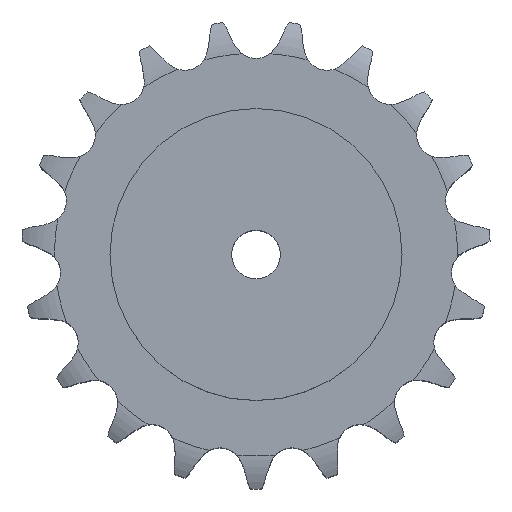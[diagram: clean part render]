
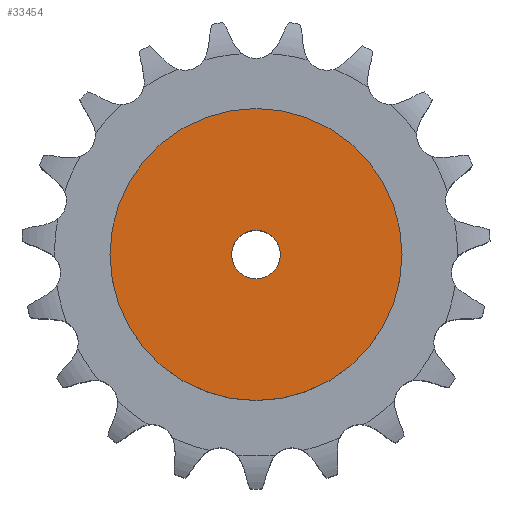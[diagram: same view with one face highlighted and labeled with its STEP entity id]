
A CAD part, top view. The second image highlights one B-rep face of the part: STEP entity #33454.
In plain terms, the highlighted planar face has unit normal (0, 0, 1).
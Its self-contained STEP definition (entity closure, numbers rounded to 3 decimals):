
#18060 = CYLINDRICAL_SURFACE('',#18061,15.);
#18061 = AXIS2_PLACEMENT_3D('',#18062,#18063,#18064);
#18062 = CARTESIAN_POINT('',(0.,0.,481.243));
#18063 = DIRECTION('',(0.,0.,1.));
#18064 = DIRECTION('',(1.,0.,0.));
#22885 = EDGE_CURVE('',#22886,#22886,#22888,.T.);
#22886 = VERTEX_POINT('',#22887);
#22887 = CARTESIAN_POINT('',(15.,0.,180.));
#22888 = SURFACE_CURVE('',#22889,(#22894,#22901),.PCURVE_S1.);
#22889 = CIRCLE('',#22890,15.);
#22890 = AXIS2_PLACEMENT_3D('',#22891,#22892,#22893);
#22891 = CARTESIAN_POINT('',(0.,0.,180.));
#22892 = DIRECTION('',(0.,0.,1.));
#22893 = DIRECTION('',(1.,0.,0.));
#22894 = PCURVE('',#18060,#22895);
#22895 = DEFINITIONAL_REPRESENTATION('',(#22896),#22900);
#22896 = LINE('',#22897,#22898);
#22897 = CARTESIAN_POINT('',(0.,-301.243));
#22898 = VECTOR('',#22899,1.);
#22899 = DIRECTION('',(1.,0.));
#22900 = ( GEOMETRIC_REPRESENTATION_CONTEXT(2) 
PARAMETRIC_REPRESENTATION_CONTEXT() REPRESENTATION_CONTEXT('2D SPACE',''
  ) );
#22901 = PCURVE('',#22902,#22907);
#22902 = PLANE('',#22903);
#22903 = AXIS2_PLACEMENT_3D('',#22904,#22905,#22906);
#22904 = CARTESIAN_POINT('',(0.,0.,180.
    ));
#22905 = DIRECTION('',(0.,0.,1.));
#22906 = DIRECTION('',(1.,0.,0.));
#22907 = DEFINITIONAL_REPRESENTATION('',(#22908),#22912);
#22908 = CIRCLE('',#22909,15.);
#22909 = AXIS2_PLACEMENT_2D('',#22910,#22911);
#22910 = CARTESIAN_POINT('',(0.,0.));
#22911 = DIRECTION('',(1.,0.));
#22912 = ( GEOMETRIC_REPRESENTATION_CONTEXT(2) 
PARAMETRIC_REPRESENTATION_CONTEXT() REPRESENTATION_CONTEXT('2D SPACE',''
  ) );
#33454 = ADVANCED_FACE('',(#33455,#33486),#22902,.T.);
#33455 = FACE_BOUND('',#33456,.T.);
#33456 = EDGE_LOOP('',(#33457));
#33457 = ORIENTED_EDGE('',*,*,#33458,.T.);
#33458 = EDGE_CURVE('',#33459,#33459,#33461,.T.);
#33459 = VERTEX_POINT('',#33460);
#33460 = CARTESIAN_POINT('',(90.,0.,180.));
#33461 = SURFACE_CURVE('',#33462,(#33467,#33474),.PCURVE_S1.);
#33462 = CIRCLE('',#33463,90.);
#33463 = AXIS2_PLACEMENT_3D('',#33464,#33465,#33466);
#33464 = CARTESIAN_POINT('',(0.,0.,180.));
#33465 = DIRECTION('',(0.,0.,1.));
#33466 = DIRECTION('',(1.,0.,0.));
#33467 = PCURVE('',#22902,#33468);
#33468 = DEFINITIONAL_REPRESENTATION('',(#33469),#33473);
#33469 = CIRCLE('',#33470,90.);
#33470 = AXIS2_PLACEMENT_2D('',#33471,#33472);
#33471 = CARTESIAN_POINT('',(0.,0.));
#33472 = DIRECTION('',(1.,0.));
#33473 = ( GEOMETRIC_REPRESENTATION_CONTEXT(2) 
PARAMETRIC_REPRESENTATION_CONTEXT() REPRESENTATION_CONTEXT('2D SPACE',''
  ) );
#33474 = PCURVE('',#33475,#33480);
#33475 = CYLINDRICAL_SURFACE('',#33476,90.);
#33476 = AXIS2_PLACEMENT_3D('',#33477,#33478,#33479);
#33477 = CARTESIAN_POINT('',(0.,0.,0.));
#33478 = DIRECTION('',(-0.,-0.,-1.));
#33479 = DIRECTION('',(1.,0.,0.));
#33480 = DEFINITIONAL_REPRESENTATION('',(#33481),#33485);
#33481 = LINE('',#33482,#33483);
#33482 = CARTESIAN_POINT('',(-0.,-180.));
#33483 = VECTOR('',#33484,1.);
#33484 = DIRECTION('',(-1.,0.));
#33485 = ( GEOMETRIC_REPRESENTATION_CONTEXT(2) 
PARAMETRIC_REPRESENTATION_CONTEXT() REPRESENTATION_CONTEXT('2D SPACE',''
  ) );
#33486 = FACE_BOUND('',#33487,.T.);
#33487 = EDGE_LOOP('',(#33488));
#33488 = ORIENTED_EDGE('',*,*,#22885,.F.);
